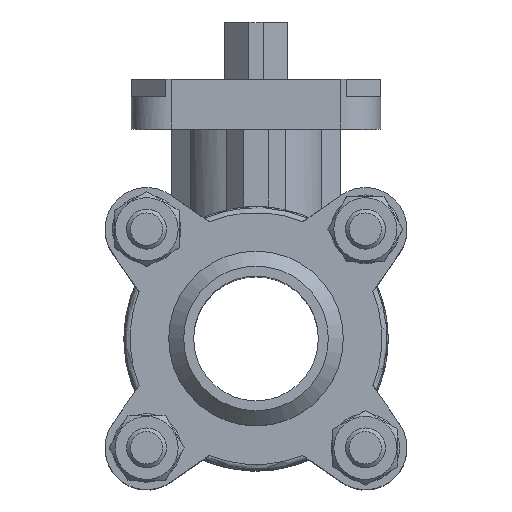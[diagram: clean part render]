
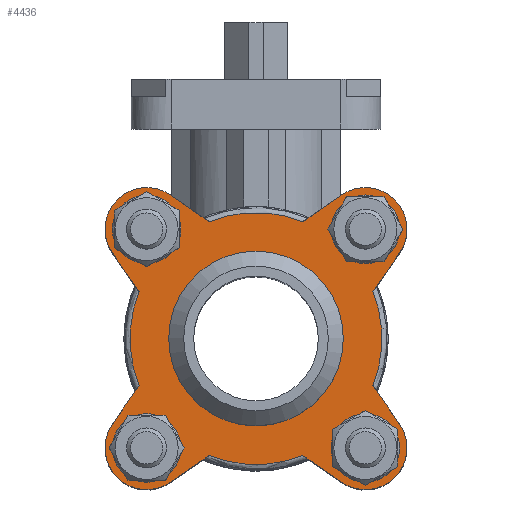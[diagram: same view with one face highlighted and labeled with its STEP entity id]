
A CAD part, top view. The second image highlights one B-rep face of the part: STEP entity #4436.
In plain terms, the highlighted planar face has unit normal (0, 0, 1).
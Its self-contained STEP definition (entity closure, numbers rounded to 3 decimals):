
#211=CIRCLE('',#4799,25.25);
#214=CIRCLE('',#4803,25.25);
#216=CIRCLE('',#4806,25.25);
#223=CIRCLE('',#4819,17.5);
#224=CIRCLE('',#4821,25.25);
#225=CIRCLE('',#4822,8.35);
#226=CIRCLE('',#4823,8.35);
#227=CIRCLE('',#4824,8.35);
#228=CIRCLE('',#4825,8.35);
#229=CIRCLE('',#4826,6.075);
#230=CIRCLE('',#4827,6.075);
#231=CIRCLE('',#4828,6.075);
#232=CIRCLE('',#4829,6.075);
#802=ORIENTED_EDGE('',*,*,#1979,.F.);
#803=ORIENTED_EDGE('',*,*,#1980,.T.);
#804=ORIENTED_EDGE('',*,*,#1981,.T.);
#805=ORIENTED_EDGE('',*,*,#1982,.T.);
#806=ORIENTED_EDGE('',*,*,#1955,.F.);
#807=ORIENTED_EDGE('',*,*,#1983,.T.);
#808=ORIENTED_EDGE('',*,*,#1984,.T.);
#809=ORIENTED_EDGE('',*,*,#1985,.T.);
#810=ORIENTED_EDGE('',*,*,#1961,.F.);
#811=ORIENTED_EDGE('',*,*,#1986,.T.);
#812=ORIENTED_EDGE('',*,*,#1987,.T.);
#813=ORIENTED_EDGE('',*,*,#1988,.T.);
#814=ORIENTED_EDGE('',*,*,#1965,.F.);
#815=ORIENTED_EDGE('',*,*,#1989,.T.);
#816=ORIENTED_EDGE('',*,*,#1990,.T.);
#817=ORIENTED_EDGE('',*,*,#1991,.T.);
#818=ORIENTED_EDGE('',*,*,#1978,.T.);
#819=ORIENTED_EDGE('',*,*,#1992,.F.);
#820=ORIENTED_EDGE('',*,*,#1993,.F.);
#821=ORIENTED_EDGE('',*,*,#1994,.F.);
#822=ORIENTED_EDGE('',*,*,#1995,.F.);
#1955=EDGE_CURVE('',#2536,#2538,#211,.T.);
#1961=EDGE_CURVE('',#2543,#2541,#214,.T.);
#1965=EDGE_CURVE('',#2547,#2545,#216,.T.);
#1978=EDGE_CURVE('',#2557,#2557,#223,.T.);
#1979=EDGE_CURVE('',#2558,#2559,#224,.T.);
#1980=EDGE_CURVE('',#2558,#2560,#2938,.T.);
#1981=EDGE_CURVE('',#2560,#2561,#225,.T.);
#1982=EDGE_CURVE('',#2561,#2538,#2939,.T.);
#1983=EDGE_CURVE('',#2536,#2562,#2940,.T.);
#1984=EDGE_CURVE('',#2562,#2563,#226,.T.);
#1985=EDGE_CURVE('',#2563,#2541,#2941,.T.);
#1986=EDGE_CURVE('',#2543,#2564,#2942,.T.);
#1987=EDGE_CURVE('',#2564,#2565,#227,.T.);
#1988=EDGE_CURVE('',#2565,#2545,#2943,.T.);
#1989=EDGE_CURVE('',#2547,#2566,#2944,.T.);
#1990=EDGE_CURVE('',#2566,#2567,#228,.T.);
#1991=EDGE_CURVE('',#2567,#2559,#2945,.T.);
#1992=EDGE_CURVE('',#2568,#2568,#229,.F.);
#1993=EDGE_CURVE('',#2569,#2569,#230,.F.);
#1994=EDGE_CURVE('',#2570,#2570,#231,.F.);
#1995=EDGE_CURVE('',#2571,#2571,#232,.F.);
#2536=VERTEX_POINT('',#6980);
#2538=VERTEX_POINT('',#6983);
#2541=VERTEX_POINT('',#6998);
#2543=VERTEX_POINT('',#7006);
#2545=VERTEX_POINT('',#7015);
#2547=VERTEX_POINT('',#7023);
#2557=VERTEX_POINT('',#7053);
#2558=VERTEX_POINT('',#7056);
#2559=VERTEX_POINT('',#7057);
#2560=VERTEX_POINT('',#7059);
#2561=VERTEX_POINT('',#7061);
#2562=VERTEX_POINT('',#7064);
#2563=VERTEX_POINT('',#7066);
#2564=VERTEX_POINT('',#7069);
#2565=VERTEX_POINT('',#7071);
#2566=VERTEX_POINT('',#7074);
#2567=VERTEX_POINT('',#7076);
#2568=VERTEX_POINT('',#7079);
#2569=VERTEX_POINT('',#7081);
#2570=VERTEX_POINT('',#7083);
#2571=VERTEX_POINT('',#7085);
#2938=LINE('',#7058,#3267);
#2939=LINE('',#7062,#3268);
#2940=LINE('',#7063,#3269);
#2941=LINE('',#7067,#3270);
#2942=LINE('',#7068,#3271);
#2943=LINE('',#7072,#3272);
#2944=LINE('',#7073,#3273);
#2945=LINE('',#7077,#3274);
#3267=VECTOR('',#5609,1000.);
#3268=VECTOR('',#5612,1000.);
#3269=VECTOR('',#5613,1000.);
#3270=VECTOR('',#5616,1000.);
#3271=VECTOR('',#5617,1000.);
#3272=VECTOR('',#5620,1000.);
#3273=VECTOR('',#5621,1000.);
#3274=VECTOR('',#5624,1000.);
#3537=EDGE_LOOP('',(#802,#803,#804,#805,#806,#807,#808,#809,#810,#811,#812,
#813,#814,#815,#816,#817));
#3538=EDGE_LOOP('',(#818));
#3539=EDGE_LOOP('',(#819));
#3540=EDGE_LOOP('',(#820));
#3541=EDGE_LOOP('',(#821));
#3542=EDGE_LOOP('',(#822));
#3910=FACE_BOUND('',#3537,.T.);
#3911=FACE_BOUND('',#3538,.T.);
#3912=FACE_BOUND('',#3539,.T.);
#3913=FACE_BOUND('',#3540,.T.);
#3914=FACE_BOUND('',#3541,.T.);
#3915=FACE_BOUND('',#3542,.T.);
#4234=PLANE('',#4820);
#4436=ADVANCED_FACE('',(#3910,#3911,#3912,#3913,#3914,#3915),#4234,.F.);
#4799=AXIS2_PLACEMENT_3D('',#6982,#5557,#5558);
#4803=AXIS2_PLACEMENT_3D('',#7007,#5565,#5566);
#4806=AXIS2_PLACEMENT_3D('',#7024,#5571,#5572);
#4819=AXIS2_PLACEMENT_3D('',#7052,#5603,#5604);
#4820=AXIS2_PLACEMENT_3D('',#7054,#5605,#5606);
#4821=AXIS2_PLACEMENT_3D('',#7055,#5607,#5608);
#4822=AXIS2_PLACEMENT_3D('',#7060,#5610,#5611);
#4823=AXIS2_PLACEMENT_3D('',#7065,#5614,#5615);
#4824=AXIS2_PLACEMENT_3D('',#7070,#5618,#5619);
#4825=AXIS2_PLACEMENT_3D('',#7075,#5622,#5623);
#4826=AXIS2_PLACEMENT_3D('',#7078,#5625,#5626);
#4827=AXIS2_PLACEMENT_3D('',#7080,#5627,#5628);
#4828=AXIS2_PLACEMENT_3D('',#7082,#5629,#5630);
#4829=AXIS2_PLACEMENT_3D('',#7084,#5631,#5632);
#5557=DIRECTION('',(0.,0.,-1.));
#5558=DIRECTION('',(-1.,0.,0.));
#5565=DIRECTION('',(0.,0.,-1.));
#5566=DIRECTION('',(-1.,0.,0.));
#5571=DIRECTION('',(0.,0.,-1.));
#5572=DIRECTION('',(-1.,0.,0.));
#5603=DIRECTION('',(0.,0.,-1.));
#5604=DIRECTION('',(-1.,0.,0.));
#5605=DIRECTION('',(0.,0.,-1.));
#5606=DIRECTION('',(-1.,0.,0.));
#5607=DIRECTION('',(0.,0.,-1.));
#5608=DIRECTION('',(-1.,0.,0.));
#5609=DIRECTION('',(-0.824,0.566,0.));
#5610=DIRECTION('',(0.,0.,1.));
#5611=DIRECTION('',(1.,0.,0.));
#5612=DIRECTION('',(0.566,-0.824,0.));
#5613=DIRECTION('',(-0.566,-0.824,0.));
#5614=DIRECTION('',(0.,0.,1.));
#5615=DIRECTION('',(1.,0.,0.));
#5616=DIRECTION('',(0.824,0.566,0.));
#5617=DIRECTION('',(0.824,-0.566,0.));
#5618=DIRECTION('',(0.,0.,1.));
#5619=DIRECTION('',(1.,0.,0.));
#5620=DIRECTION('',(-0.566,0.824,0.));
#5621=DIRECTION('',(0.566,0.824,0.));
#5622=DIRECTION('',(0.,0.,1.));
#5623=DIRECTION('',(1.,0.,0.));
#5624=DIRECTION('',(-0.824,-0.566,0.));
#5625=DIRECTION('',(0.,0.,-1.));
#5626=DIRECTION('',(-1.,0.,0.));
#5627=DIRECTION('',(0.,0.,-1.));
#5628=DIRECTION('',(-1.,0.,0.));
#5629=DIRECTION('',(0.,0.,-1.));
#5630=DIRECTION('',(-1.,0.,0.));
#5631=DIRECTION('',(0.,0.,-1.));
#5632=DIRECTION('',(-1.,0.,0.));
#6980=CARTESIAN_POINT('',(-23.44,-9.389,29.));
#6982=CARTESIAN_POINT('',(0.,0.,29.));
#6983=CARTESIAN_POINT('',(-23.44,9.389,29.));
#6998=CARTESIAN_POINT('',(-9.389,-23.44,29.));
#7006=CARTESIAN_POINT('',(9.389,-23.44,29.));
#7007=CARTESIAN_POINT('',(0.,0.,29.));
#7015=CARTESIAN_POINT('',(23.44,-9.389,29.));
#7023=CARTESIAN_POINT('',(23.44,9.389,29.));
#7024=CARTESIAN_POINT('',(0.,0.,29.));
#7052=CARTESIAN_POINT('',(0.,0.,29.));
#7053=CARTESIAN_POINT('',(-17.5,0.,29.));
#7054=CARTESIAN_POINT('',(0.,17.5,29.));
#7055=CARTESIAN_POINT('',(0.,0.,29.));
#7056=CARTESIAN_POINT('',(-9.389,23.44,29.));
#7057=CARTESIAN_POINT('',(9.389,23.44,29.));
#7058=CARTESIAN_POINT('',(0.,16.987,29.));
#7059=CARTESIAN_POINT('',(-17.191,28.802,29.));
#7060=CARTESIAN_POINT('',(-21.92,21.92,29.));
#7061=CARTESIAN_POINT('',(-28.802,17.191,29.));
#7062=CARTESIAN_POINT('',(-28.802,17.191,29.));
#7063=CARTESIAN_POINT('',(-16.987,0.,29.));
#7064=CARTESIAN_POINT('',(-28.802,-17.191,29.));
#7065=CARTESIAN_POINT('',(-21.92,-21.92,29.));
#7066=CARTESIAN_POINT('',(-17.191,-28.802,29.));
#7067=CARTESIAN_POINT('',(-17.191,-28.802,29.));
#7068=CARTESIAN_POINT('',(0.,-16.987,29.));
#7069=CARTESIAN_POINT('',(17.191,-28.802,29.));
#7070=CARTESIAN_POINT('',(21.92,-21.92,29.));
#7071=CARTESIAN_POINT('',(28.802,-17.191,29.));
#7072=CARTESIAN_POINT('',(28.802,-17.191,29.));
#7073=CARTESIAN_POINT('',(16.987,0.,29.));
#7074=CARTESIAN_POINT('',(28.802,17.191,29.));
#7075=CARTESIAN_POINT('',(21.92,21.92,29.));
#7076=CARTESIAN_POINT('',(17.191,28.802,29.));
#7077=CARTESIAN_POINT('',(17.191,28.802,29.));
#7078=CARTESIAN_POINT('',(-21.92,-21.92,29.));
#7079=CARTESIAN_POINT('',(-27.995,-21.92,29.));
#7080=CARTESIAN_POINT('',(-21.92,21.92,29.));
#7081=CARTESIAN_POINT('',(-27.995,21.92,29.));
#7082=CARTESIAN_POINT('',(21.92,21.92,29.));
#7083=CARTESIAN_POINT('',(15.845,21.92,29.));
#7084=CARTESIAN_POINT('',(21.92,-21.92,29.));
#7085=CARTESIAN_POINT('',(15.845,-21.92,29.));
